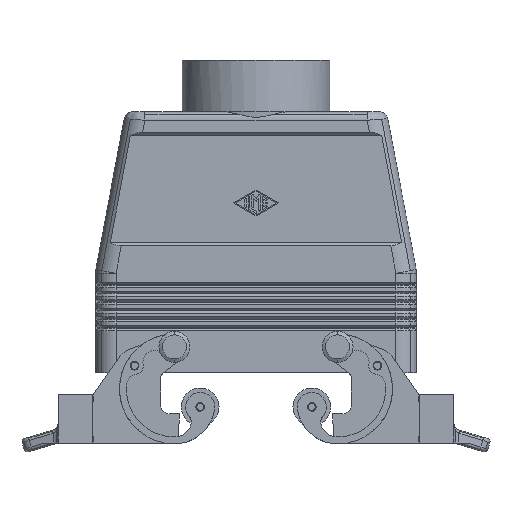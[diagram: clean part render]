
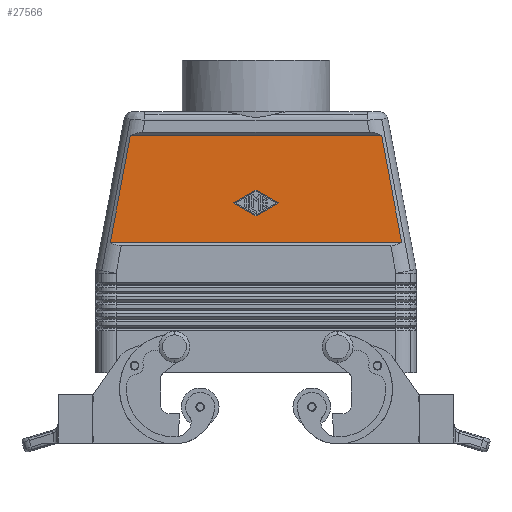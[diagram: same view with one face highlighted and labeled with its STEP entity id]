
A CAD part, front view. The second image highlights one B-rep face of the part: STEP entity #27566.
In plain terms, the highlighted planar face has unit normal (0, -1, 0).
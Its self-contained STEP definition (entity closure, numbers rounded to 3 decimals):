
#1805=CARTESIAN_POINT('',(36.587,-20.5,69.0));
#1806=VERTEX_POINT('',#1805);
#1814=CARTESIAN_POINT('',(42.42,-20.5,38.0));
#1815=VERTEX_POINT('',#1814);
#1816=CARTESIAN_POINT('',(36.587,-20.5,69.0));
#1817=DIRECTION('',(0.185,0.0,-0.983));
#1818=VECTOR('',#1817,31.544);
#1819=LINE('',#1816,#1818);
#1820=EDGE_CURVE('',#1806,#1815,#1819,.T.);
#2041=CARTESIAN_POINT('',(-42.42,-20.5,38.0));
#2042=VERTEX_POINT('',#2041);
#2050=CARTESIAN_POINT('',(-36.587,-20.5,69.0));
#2051=VERTEX_POINT('',#2050);
#2052=CARTESIAN_POINT('',(-42.42,-20.5,38.0));
#2053=DIRECTION('',(0.185,0.0,0.983));
#2054=VECTOR('',#2053,31.544);
#2055=LINE('',#2052,#2054);
#2056=EDGE_CURVE('',#2042,#2051,#2055,.T.);
#26711=CARTESIAN_POINT('',(0.,-20.5,53.149));
#26712=VERTEX_POINT('',#26711);
#26713=CARTESIAN_POINT('',(6.5,-20.5,49.4));
#26714=VERTEX_POINT('',#26713);
#26715=CARTESIAN_POINT('',(0.,-20.5,53.149));
#26716=DIRECTION('',(0.866,0.0,-0.5));
#26717=VECTOR('',#26716,7.504);
#26718=LINE('',#26715,#26717);
#26719=EDGE_CURVE('',#26712,#26714,#26718,.T.);
#26751=CARTESIAN_POINT('',(0.,-20.5,45.651));
#26752=VERTEX_POINT('',#26751);
#26753=CARTESIAN_POINT('',(6.5,-20.5,49.4));
#26754=DIRECTION('',(-0.866,0.0,-0.5));
#26755=VECTOR('',#26754,7.504);
#26756=LINE('',#26753,#26755);
#26757=EDGE_CURVE('',#26714,#26752,#26756,.T.);
#26835=CARTESIAN_POINT('',(-6.5,-20.5,49.4));
#26836=VERTEX_POINT('',#26835);
#26837=CARTESIAN_POINT('',(0.,-20.5,45.651));
#26838=DIRECTION('',(-0.866,0.0,0.5));
#26839=VECTOR('',#26838,7.504);
#26840=LINE('',#26837,#26839);
#26841=EDGE_CURVE('',#26752,#26836,#26840,.T.);
#26866=CARTESIAN_POINT('',(-6.5,-20.5,49.4));
#26867=DIRECTION('',(0.866,0.0,0.5));
#26868=VECTOR('',#26867,7.504);
#26869=LINE('',#26866,#26868);
#26870=EDGE_CURVE('',#26836,#26712,#26869,.T.);
#27539=CARTESIAN_POINT('',(0.0,-20.5,69.0));
#27540=DIRECTION('',(0.0,1.0,0.0));
#27541=DIRECTION('',(0.0,0.0,1.0));
#27542=AXIS2_PLACEMENT_3D('',#27539,#27540,#27541);
#27543=PLANE('',#27542);
#27544=ORIENTED_EDGE('',*,*,#1820,.F.);
#27545=CARTESIAN_POINT('',(-36.587,-20.5,69.0));
#27546=DIRECTION('',(1.0,0.0,0.0));
#27547=VECTOR('',#27546,73.173);
#27548=LINE('',#27545,#27547);
#27549=EDGE_CURVE('',#2051,#1806,#27548,.T.);
#27550=ORIENTED_EDGE('',*,*,#27549,.F.);
#27551=ORIENTED_EDGE('',*,*,#2056,.F.);
#27552=CARTESIAN_POINT('',(-42.42,-20.5,38.0));
#27553=DIRECTION('',(1.0,0.0,0.0));
#27554=VECTOR('',#27553,84.84);
#27555=LINE('',#27552,#27554);
#27556=EDGE_CURVE('',#2042,#1815,#27555,.T.);
#27557=ORIENTED_EDGE('',*,*,#27556,.T.);
#27558=EDGE_LOOP('',(#27544,#27550,#27551,#27557));
#27559=FACE_OUTER_BOUND('',#27558,.T.);
#27560=ORIENTED_EDGE('',*,*,#26841,.T.);
#27561=ORIENTED_EDGE('',*,*,#26870,.T.);
#27562=ORIENTED_EDGE('',*,*,#26719,.T.);
#27563=ORIENTED_EDGE('',*,*,#26757,.T.);
#27564=EDGE_LOOP('',(#27560,#27561,#27562,#27563));
#27565=FACE_BOUND('',#27564,.T.);
#27566=ADVANCED_FACE('',(#27559,#27565),#27543,.F.);
